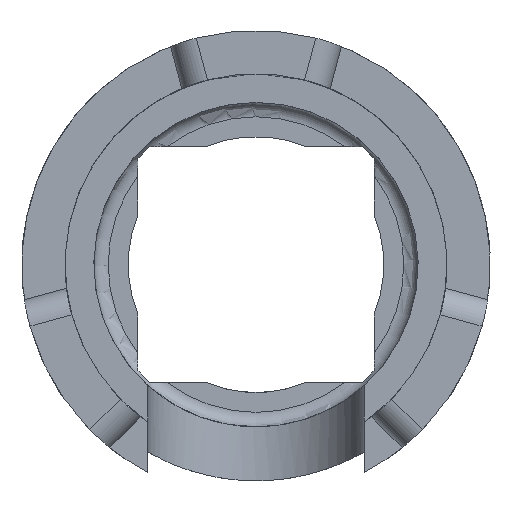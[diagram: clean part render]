
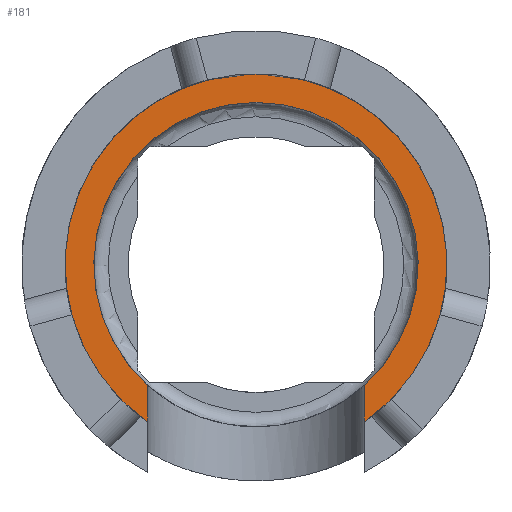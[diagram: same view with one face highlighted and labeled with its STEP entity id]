
A CAD part, left-side view. The second image highlights one B-rep face of the part: STEP entity #181.
In plain terms, the highlighted planar face has unit normal (-1, 0, 0).
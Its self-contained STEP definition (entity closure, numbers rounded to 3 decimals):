
#181 = ADVANCED_FACE( '', ( #426 ), #427, .F. );
#426 = FACE_OUTER_BOUND( '', #736, .T. );
#427 = PLANE( '', #737 );
#736 = EDGE_LOOP( '', ( #1198, #1199, #1200, #1201 ) );
#737 = AXIS2_PLACEMENT_3D( '', #1202, #1203, #1204 );
#1198 = ORIENTED_EDGE( '', *, *, #2040, .F. );
#1199 = ORIENTED_EDGE( '', *, *, #2041, .F. );
#1200 = ORIENTED_EDGE( '', *, *, #2042, .F. );
#1201 = ORIENTED_EDGE( '', *, *, #2043, .T. );
#1202 = CARTESIAN_POINT( '', ( -47.3, 0., 5.3 ) );
#1203 = DIRECTION( '', ( 1., 0., 0. ) );
#1204 = DIRECTION( '', ( 0., 0., -1. ) );
#2040 = EDGE_CURVE( '', #2518, #2519, #2520, .T. );
#2041 = EDGE_CURVE( '', #2521, #2518, #2522, .T. );
#2042 = EDGE_CURVE( '', #2523, #2521, #2524, .T. );
#2043 = EDGE_CURVE( '', #2523, #2519, #2525, .T. );
#2518 = VERTEX_POINT( '', #3331 );
#2519 = VERTEX_POINT( '', #3332 );
#2520 = LINE( '', #3333, #3334 );
#2521 = VERTEX_POINT( '', #3335 );
#2522 = CIRCLE( '', #3336, 4.5 );
#2523 = VERTEX_POINT( '', #3337 );
#2524 = LINE( '', #3338, #3339 );
#2525 = CIRCLE( '', #3340, 5.3 );
#3331 = CARTESIAN_POINT( '', ( -47.3, 3., -3.354 ) );
#3332 = CARTESIAN_POINT( '', ( -47.3, 3., -4.369 ) );
#3333 = CARTESIAN_POINT( '', ( -47.3, 3., 5.3 ) );
#3334 = VECTOR( '', #4253, 1000. );
#3335 = CARTESIAN_POINT( '', ( -47.3, -3., -3.354 ) );
#3336 = AXIS2_PLACEMENT_3D( '', #4254, #4255, #4256 );
#3337 = CARTESIAN_POINT( '', ( -47.3, -3., -4.369 ) );
#3338 = CARTESIAN_POINT( '', ( -47.3, -3., 5.3 ) );
#3339 = VECTOR( '', #4257, 1000. );
#3340 = AXIS2_PLACEMENT_3D( '', #4258, #4259, #4260 );
#4253 = DIRECTION( '', ( 0., 0., -1. ) );
#4254 = CARTESIAN_POINT( '', ( -47.3, 0., 0. ) );
#4255 = DIRECTION( '', ( -1., 0., 0. ) );
#4256 = DIRECTION( '', ( 0., 0., 1. ) );
#4257 = DIRECTION( '', ( 0., 0., 1. ) );
#4258 = CARTESIAN_POINT( '', ( -47.3, 0., 0. ) );
#4259 = DIRECTION( '', ( -1., 0., 0. ) );
#4260 = DIRECTION( '', ( 0., 0., 1. ) );
